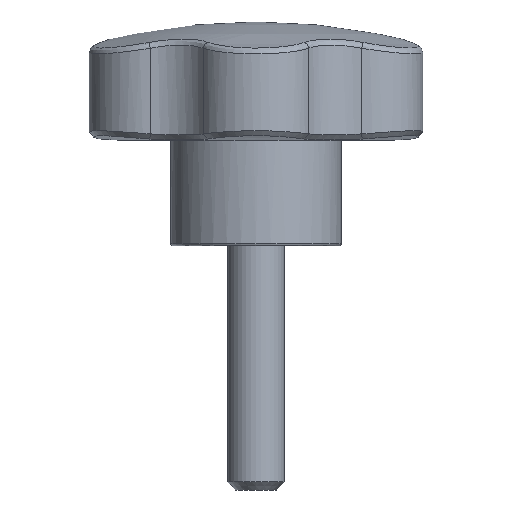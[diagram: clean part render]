
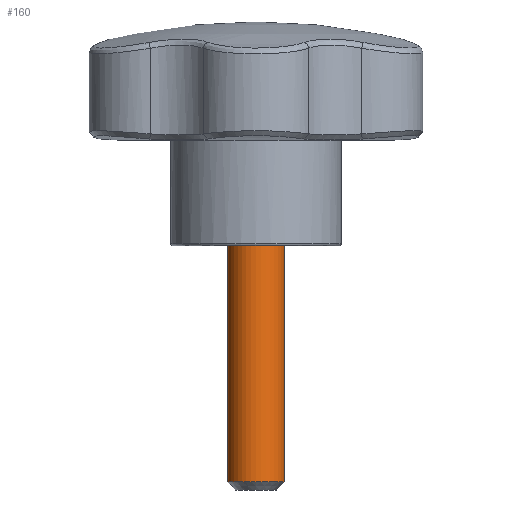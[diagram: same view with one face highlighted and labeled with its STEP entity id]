
A CAD part, front view. The second image highlights one B-rep face of the part: STEP entity #160.
In plain terms, the highlighted cylindrical face has radius 7 mm (diameter 14 mm), a full revolution.
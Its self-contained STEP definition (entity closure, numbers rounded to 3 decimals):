
#160 = ADVANCED_FACE( '', ( #356, #357 ), #358, .T. );
#356 = FACE_OUTER_BOUND( '', #2042, .T. );
#357 = FACE_OUTER_BOUND( '', #2043, .T. );
#358 = CYLINDRICAL_SURFACE( '', #2044, 7. );
#2042 = EDGE_LOOP( '', ( #3998 ) );
#2043 = EDGE_LOOP( '', ( #3999 ) );
#2044 = AXIS2_PLACEMENT_3D( '', #4000, #4001, #4002 );
#3998 = ORIENTED_EDGE( '', *, *, #4433, .F. );
#3999 = ORIENTED_EDGE( '', *, *, #4434, .T. );
#4000 = CARTESIAN_POINT( '', ( 0., 0., 30. ) );
#4001 = DIRECTION( '', ( 0., 0., -1. ) );
#4002 = DIRECTION( '', ( 0., -1., 0. ) );
#4433 = EDGE_CURVE( '', #4768, #4768, #4769, .F. );
#4434 = EDGE_CURVE( '', #4770, #4770, #4771, .T. );
#4768 = VERTEX_POINT( '', #7050 );
#4769 = CIRCLE( '', #7051, 7. );
#4770 = VERTEX_POINT( '', #7052 );
#4771 = CIRCLE( '', #7053, 7. );
#7050 = CARTESIAN_POINT( '', ( -7., 0., 0.417 ) );
#7051 = AXIS2_PLACEMENT_3D( '', #7940, #7941, #7942 );
#7052 = CARTESIAN_POINT( '', ( 0., -7., -58. ) );
#7053 = AXIS2_PLACEMENT_3D( '', #7943, #7944, #7945 );
#7940 = CARTESIAN_POINT( '', ( 0., 0., 0.417 ) );
#7941 = DIRECTION( '', ( 0., 0., -1. ) );
#7942 = DIRECTION( '', ( -1., 0., 0. ) );
#7943 = CARTESIAN_POINT( '', ( 0., 0., -58. ) );
#7944 = DIRECTION( '', ( 0., 0., 1. ) );
#7945 = DIRECTION( '', ( 0., -1., 0. ) );
